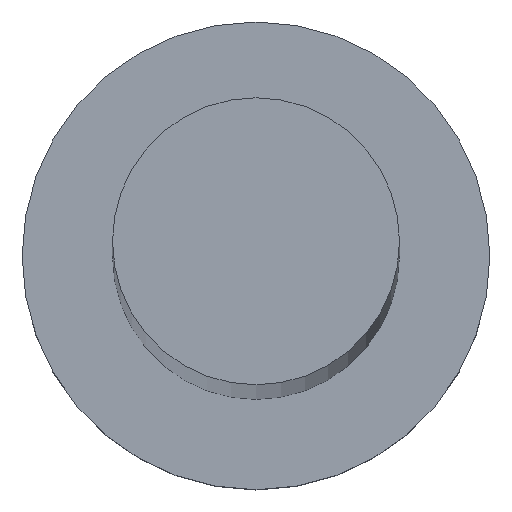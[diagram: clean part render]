
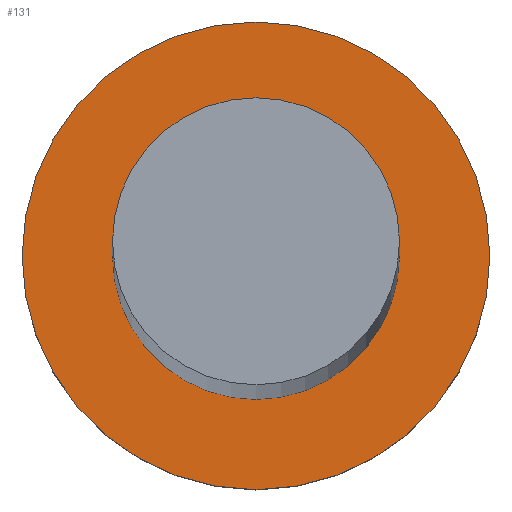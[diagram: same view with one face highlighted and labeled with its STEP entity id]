
A CAD part, top view. The second image highlights one B-rep face of the part: STEP entity #131.
In plain terms, the highlighted planar face has unit normal (0, 0, 1).
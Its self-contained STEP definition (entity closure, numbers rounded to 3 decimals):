
#6 = VERTEX_POINT ( 'NONE', #223 ) ;
#16 = DIRECTION ( 'NONE',  ( 1., 0., 0. ) ) ;
#30 = FACE_BOUND ( 'NONE', #202, .T. ) ;
#31 = DIRECTION ( 'NONE',  ( 1., 0., 0. ) ) ;
#45 = FACE_OUTER_BOUND ( 'NONE', #228, .T. ) ;
#48 = CARTESIAN_POINT ( 'NONE',  ( 0., 0., 7. ) ) ;
#62 = CIRCLE ( 'NONE', #72, 11. ) ;
#64 = CARTESIAN_POINT ( 'NONE',  ( 0., 0., 7. ) ) ;
#66 = DIRECTION ( 'NONE',  ( 1., 0., 0. ) ) ;
#72 = AXIS2_PLACEMENT_3D ( 'NONE', #78, #238, #114 ) ;
#78 = CARTESIAN_POINT ( 'NONE',  ( 0., 0., 7. ) ) ;
#88 = CARTESIAN_POINT ( 'NONE',  ( -6.75, 0., 7. ) ) ;
#90 = EDGE_CURVE ( 'NONE', #144, #186, #247, .T. ) ;
#91 = CARTESIAN_POINT ( 'NONE',  ( 0., 0., 7. ) ) ;
#99 = EDGE_CURVE ( 'NONE', #6, #225, #106, .T. ) ;
#106 = CIRCLE ( 'NONE', #199, 11. ) ;
#107 = DIRECTION ( 'NONE',  ( 0., 0., 1. ) ) ;
#109 = DIRECTION ( 'NONE',  ( 0., 0., 1. ) ) ;
#114 = DIRECTION ( 'NONE',  ( 1., 0., 0. ) ) ;
#126 = PLANE ( 'NONE',  #243 ) ;
#131 = ADVANCED_FACE ( 'NONE', ( #30, #45 ), #126, .T. ) ;
#132 = CARTESIAN_POINT ( 'NONE',  ( 6.75, 0., 7. ) ) ;
#139 = CIRCLE ( 'NONE', #176, 6.75 ) ;
#142 = ORIENTED_EDGE ( 'NONE', *, *, #184, .F. ) ;
#144 = VERTEX_POINT ( 'NONE', #88 ) ;
#147 = ORIENTED_EDGE ( 'NONE', *, *, #240, .T. ) ;
#149 = DIRECTION ( 'NONE',  ( 0., 0., 1. ) ) ;
#167 = DIRECTION ( 'NONE',  ( 0., 0., 1. ) ) ;
#176 = AXIS2_PLACEMENT_3D ( 'NONE', #91, #109, #31 ) ;
#184 = EDGE_CURVE ( 'NONE', #186, #144, #139, .T. ) ;
#186 = VERTEX_POINT ( 'NONE', #132 ) ;
#191 = CARTESIAN_POINT ( 'NONE',  ( -11., 0., 7. ) ) ;
#192 = DIRECTION ( 'NONE',  ( 1., 0., 0. ) ) ;
#199 = AXIS2_PLACEMENT_3D ( 'NONE', #64, #149, #192 ) ;
#202 = EDGE_LOOP ( 'NONE', ( #224, #142 ) ) ;
#223 = CARTESIAN_POINT ( 'NONE',  ( 11., 0., 7. ) ) ;
#224 = ORIENTED_EDGE ( 'NONE', *, *, #90, .F. ) ;
#225 = VERTEX_POINT ( 'NONE', #191 ) ;
#228 = EDGE_LOOP ( 'NONE', ( #147, #242 ) ) ;
#229 = CARTESIAN_POINT ( 'NONE',  ( 0., 0., 7. ) ) ;
#238 = DIRECTION ( 'NONE',  ( 0., 0., 1. ) ) ;
#239 = AXIS2_PLACEMENT_3D ( 'NONE', #229, #167, #66 ) ;
#240 = EDGE_CURVE ( 'NONE', #225, #6, #62, .T. ) ;
#242 = ORIENTED_EDGE ( 'NONE', *, *, #99, .T. ) ;
#243 = AXIS2_PLACEMENT_3D ( 'NONE', #48, #107, #16 ) ;
#247 = CIRCLE ( 'NONE', #239, 6.75 ) ;
